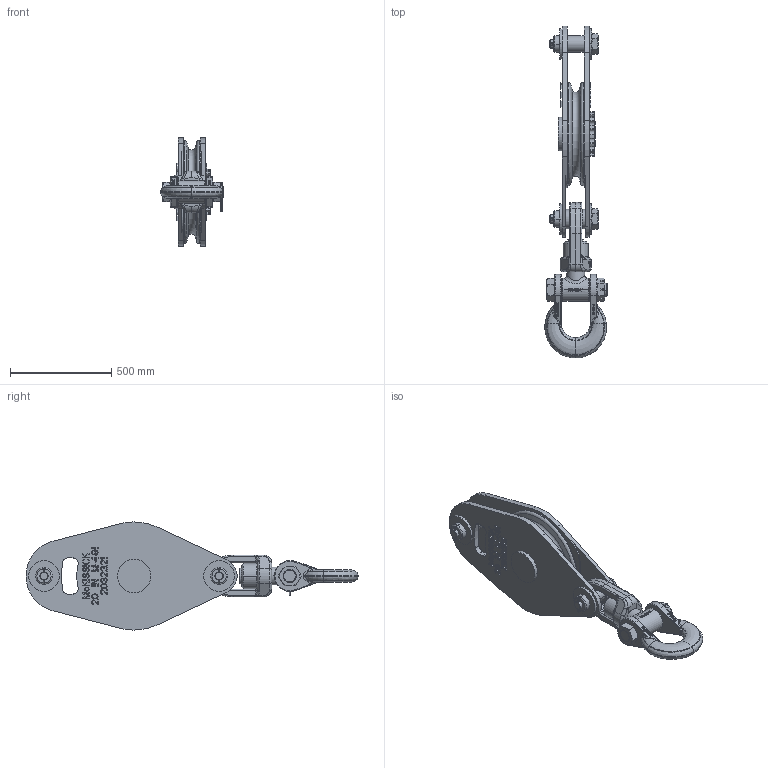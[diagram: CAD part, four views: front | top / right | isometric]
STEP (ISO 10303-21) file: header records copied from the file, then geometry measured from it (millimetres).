
FILE_DESCRIPTION((''),'2;1');
FILE_NAME('MCKISSICK_M-491_20_2032321','2012-03-28T',('Alan Doughty'),('The Crosby Group LLC'),'PRO/ENGINEER BY PARAMETRIC TECHNOLOGY CORPORATION, 2010280','PRO/ENGINEER BY PARAMETRIC TECHNOLOGY CORPORATION, 2010280','');
FILE_SCHEMA(('CONFIG_CONTROL_DESIGN'));
Products named in the file (1): MCKISSICK_M-491_20_2032321
Bounding box: 307.95 x 1637.75 x 533.4 mm (x, y, z)
Volume: 46284898.1 mm3; surface area: 2265054.4 mm2
Topology: 5 solids, 5 shells, 3007 faces, 8516 edges, 5632 vertices
Faces by surface type: plane 2337, cylinder 221, extrusion 195, bspline 130, cone 72, torus 52
Entity records: 114609 total; most frequent: CARTESIAN_POINT 39769, ORIENTED_EDGE 17032, DIRECTION 13105, EDGE_CURVE 8516, VECTOR 6049, LINE 5854, VERTEX_POINT 5632, AXIS2_PLACEMENT_3D 3528
